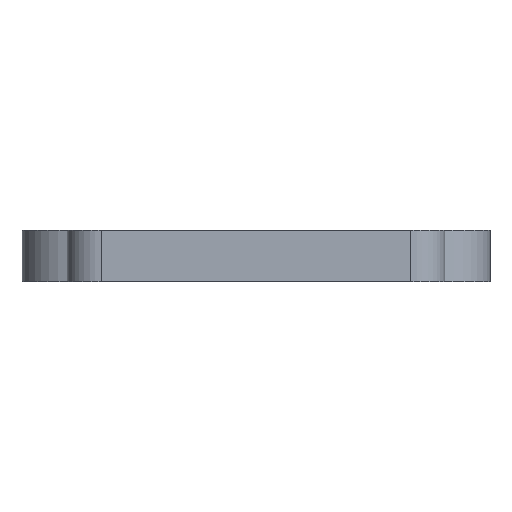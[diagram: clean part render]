
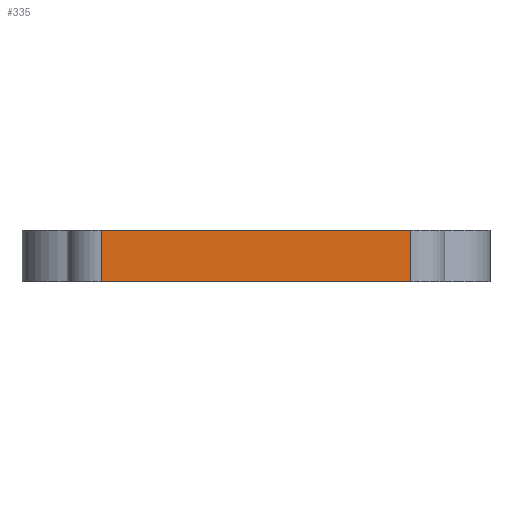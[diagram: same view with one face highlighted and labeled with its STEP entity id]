
A CAD part, front view. The second image highlights one B-rep face of the part: STEP entity #335.
In plain terms, the highlighted planar face has unit normal (0, -1, 0).
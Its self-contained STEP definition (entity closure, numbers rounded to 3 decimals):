
#14 = CARTESIAN_POINT ( 'NONE',  ( -9.075, -2.234, 3.05 ) ) ;
#15 = ORIENTED_EDGE ( 'NONE', *, *, #179, .T. ) ;
#28 = PLANE ( 'NONE',  #313 ) ;
#31 = DIRECTION ( 'NONE',  ( 1., 0., 0. ) ) ;
#147 = VECTOR ( 'NONE', #495, 1000. ) ;
#179 = EDGE_CURVE ( 'NONE', #422, #778, #523, .T. ) ;
#187 = CARTESIAN_POINT ( 'NONE',  ( 9.075, -2.234, 3.05 ) ) ;
#205 = EDGE_CURVE ( 'NONE', #440, #355, #670, .T. ) ;
#207 = CARTESIAN_POINT ( 'NONE',  ( 9.075, -2.234, 0. ) ) ;
#220 = DIRECTION ( 'NONE',  ( 0., 0., -1. ) ) ;
#261 = VECTOR ( 'NONE', #31, 1000. ) ;
#265 = CARTESIAN_POINT ( 'NONE',  ( -9.075, -2.234, 0. ) ) ;
#280 = CARTESIAN_POINT ( 'NONE',  ( 9.075, -2.234, 3.05 ) ) ;
#313 = AXIS2_PLACEMENT_3D ( 'NONE', #14, #693, #567 ) ;
#317 = ORIENTED_EDGE ( 'NONE', *, *, #205, .F. ) ;
#321 = FACE_OUTER_BOUND ( 'NONE', #773, .T. ) ;
#335 = ADVANCED_FACE ( 'NONE', ( #321 ), #28, .F. ) ;
#346 = EDGE_CURVE ( 'NONE', #422, #440, #438, .T. ) ;
#355 = VERTEX_POINT ( 'NONE', #207 ) ;
#357 = DIRECTION ( 'NONE',  ( 0., 0., -1. ) ) ;
#422 = VERTEX_POINT ( 'NONE', #635 ) ;
#427 = ORIENTED_EDGE ( 'NONE', *, *, #561, .T. ) ;
#438 = LINE ( 'NONE', #686, #261 ) ;
#440 = VERTEX_POINT ( 'NONE', #280 ) ;
#495 = DIRECTION ( 'NONE',  ( 1., 0., 0. ) ) ;
#523 = LINE ( 'NONE', #766, #762 ) ;
#547 = LINE ( 'NONE', #680, #147 ) ;
#561 = EDGE_CURVE ( 'NONE', #778, #355, #547, .T. ) ;
#567 = DIRECTION ( 'NONE',  ( -1., 0., 0. ) ) ;
#578 = VECTOR ( 'NONE', #357, 1000. ) ;
#635 = CARTESIAN_POINT ( 'NONE',  ( -9.075, -2.234, 3.05 ) ) ;
#670 = LINE ( 'NONE', #187, #578 ) ;
#672 = ORIENTED_EDGE ( 'NONE', *, *, #346, .F. ) ;
#680 = CARTESIAN_POINT ( 'NONE',  ( -9.075, -2.234, 0. ) ) ;
#686 = CARTESIAN_POINT ( 'NONE',  ( -9.075, -2.234, 3.05 ) ) ;
#693 = DIRECTION ( 'NONE',  ( 0., 1., 0. ) ) ;
#762 = VECTOR ( 'NONE', #220, 1000. ) ;
#766 = CARTESIAN_POINT ( 'NONE',  ( -9.075, -2.234, 3.05 ) ) ;
#773 = EDGE_LOOP ( 'NONE', ( #427, #317, #672, #15 ) ) ;
#778 = VERTEX_POINT ( 'NONE', #265 ) ;
